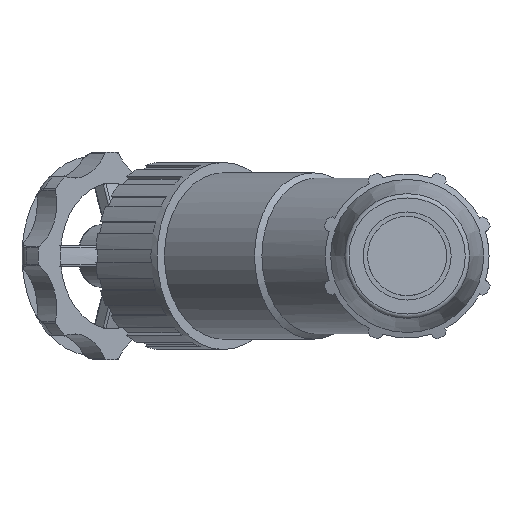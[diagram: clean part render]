
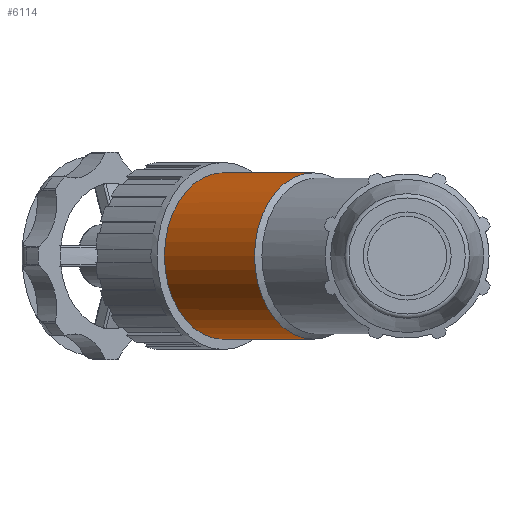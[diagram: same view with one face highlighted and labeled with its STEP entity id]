
A CAD part, left-side view. The second image highlights one B-rep face of the part: STEP entity #6114.
In plain terms, the highlighted cylindrical face has radius 30.24 mm (diameter 60.48 mm), a full revolution.
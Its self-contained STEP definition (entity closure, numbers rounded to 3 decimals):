
#1054=B_SPLINE_CURVE_WITH_KNOTS('',3,(#11829,#11830,#11831,#11832,#11833,
#11834,#11835,#11836,#11837,#11838,#11839,#11840,#11841,#11842,#11843,#11844,
#11845,#11846),.UNSPECIFIED.,.F.,.F.,(4,2,2,2,2,2,2,2,4),(9.717,
10.043,10.92,11.359,11.797,12.236,
12.675,13.552,13.878),.UNSPECIFIED.);
#1318=CYLINDRICAL_SURFACE('',#6639,30.24);
#1379=FACE_BOUND('',#1997,.T.);
#1624=FACE_OUTER_BOUND('',#1996,.T.);
#1996=EDGE_LOOP('',(#5128,#5129));
#1997=EDGE_LOOP('',(#5130));
#2211=CIRCLE('',#6300,30.24);
#2396=CIRCLE('',#6640,30.24);
#2537=VERTEX_POINT('',#9179);
#2538=VERTEX_POINT('',#9184);
#2870=VERTEX_POINT('',#11847);
#3169=EDGE_CURVE('',#2538,#2537,#2211,.T.);
#3680=EDGE_CURVE('',#2538,#2537,#1054,.T.);
#3681=EDGE_CURVE('',#2870,#2870,#2396,.T.);
#5128=ORIENTED_EDGE('',*,*,#3680,.F.);
#5129=ORIENTED_EDGE('',*,*,#3169,.T.);
#5130=ORIENTED_EDGE('',*,*,#3681,.F.);
#6114=ADVANCED_FACE('',(#1624,#1379),#1318,.T.);
#6300=AXIS2_PLACEMENT_3D('',#9185,#6971,#6972);
#6639=AXIS2_PLACEMENT_3D('',#11828,#7857,#7858);
#6640=AXIS2_PLACEMENT_3D('',#11848,#7859,#7860);
#6971=DIRECTION('center_axis',(0.707,0.707,0.));
#6972=DIRECTION('ref_axis',(0.707,-0.707,0.));
#7857=DIRECTION('center_axis',(0.707,0.707,0.));
#7858=DIRECTION('ref_axis',(-0.707,0.707,0.));
#7859=DIRECTION('center_axis',(0.707,0.707,0.));
#7860=DIRECTION('ref_axis',(0.707,-0.707,0.));
#9179=CARTESIAN_POINT('',(22.157,15.521,15.022));
#9184=CARTESIAN_POINT('',(22.157,15.521,-15.022));
#9185=CARTESIAN_POINT('Origin',(3.599,34.079,0.));
#11828=CARTESIAN_POINT('Origin',(19.97,50.45,0.));
#11829=CARTESIAN_POINT('Ctrl Pts',(22.157,15.521,-15.022));
#11830=CARTESIAN_POINT('Ctrl Pts',(23.035,15.999,-14.528));
#11831=CARTESIAN_POINT('Ctrl Pts',(23.89,16.458,-14.006));
#11832=CARTESIAN_POINT('Ctrl Pts',(26.941,18.079,-11.971));
#11833=CARTESIAN_POINT('Ctrl Pts',(29.238,19.26,-10.075));
#11834=CARTESIAN_POINT('Ctrl Pts',(31.84,20.577,-6.679));
#11835=CARTESIAN_POINT('Ctrl Pts',(32.567,20.942,-5.457));
#11836=CARTESIAN_POINT('Ctrl Pts',(33.589,21.453,-2.848));
#11837=CARTESIAN_POINT('Ctrl Pts',(33.886,21.6,-1.462));
#11838=CARTESIAN_POINT('Ctrl Pts',(33.886,21.6,1.462));
#11839=CARTESIAN_POINT('Ctrl Pts',(33.589,21.453,2.848));
#11840=CARTESIAN_POINT('Ctrl Pts',(32.567,20.942,5.457));
#11841=CARTESIAN_POINT('Ctrl Pts',(31.84,20.577,6.679));
#11842=CARTESIAN_POINT('Ctrl Pts',(29.238,19.26,10.075));
#11843=CARTESIAN_POINT('Ctrl Pts',(26.941,18.079,11.971));
#11844=CARTESIAN_POINT('Ctrl Pts',(23.89,16.458,14.006));
#11845=CARTESIAN_POINT('Ctrl Pts',(23.035,15.999,14.528));
#11846=CARTESIAN_POINT('Ctrl Pts',(22.157,15.521,15.022));
#11847=CARTESIAN_POINT('',(14.959,88.204,0.));
#11848=CARTESIAN_POINT('Origin',(36.342,66.822,0.));
